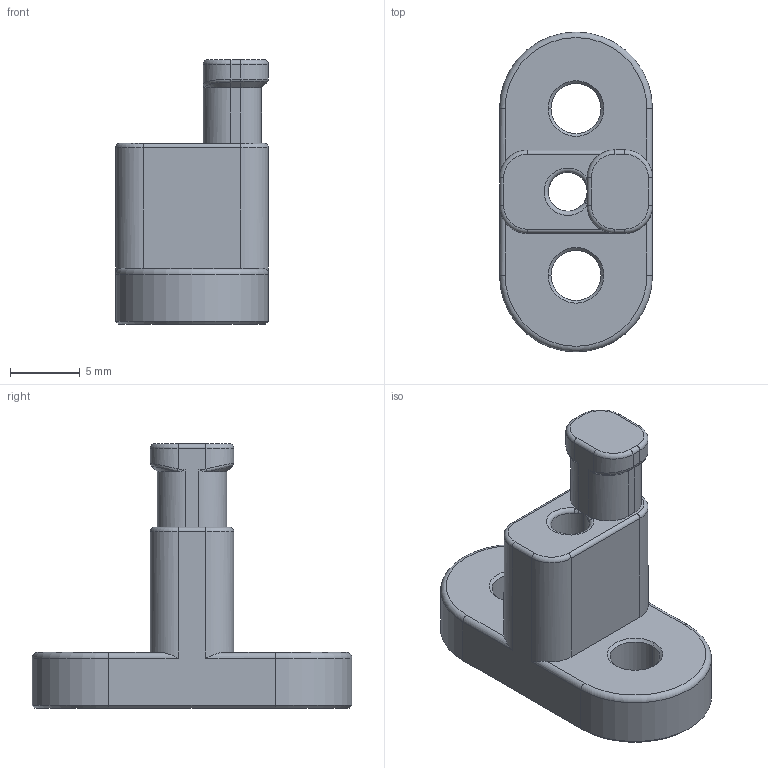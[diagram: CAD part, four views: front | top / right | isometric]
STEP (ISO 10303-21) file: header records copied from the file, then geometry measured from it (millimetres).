
FILE_DESCRIPTION (( 'STEP AP214' ), '1' );
FILE_NAME ('Chamber heating-thermistor bracket.STEP', '2025-08-09T06:25:02', ( '' ), ( '' ), 'SwSTEP 2.0', 'SolidWorks 2021', '' );
FILE_SCHEMA (( 'AUTOMOTIVE_DESIGN' ));
Length unit declared in the file: millimetre
Products named in the file (1): Chamber heating-thermistor bracket
Bounding box: 11 x 23 x 19 mm (x, y, z)
Volume: 1394.5 mm3; surface area: 1205.3 mm2
Topology: 1 solids, 1 shells, 101 faces, 235 edges, 132 vertices
Faces by surface type: cylinder 37, plane 22, cone 17, torus 15, bspline 10
Entity records: 3260 total; most frequent: CARTESIAN_POINT 963, DIRECTION 498, ORIENTED_EDGE 462, EDGE_CURVE 231, AXIS2_PLACEMENT_3D 199, VERTEX_POINT 132, EDGE_LOOP 107, CIRCLE 107
